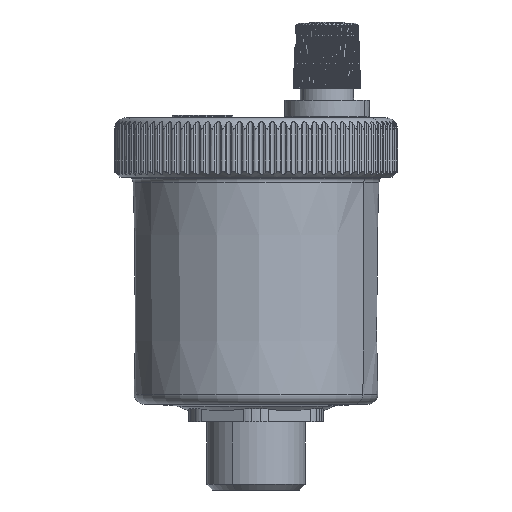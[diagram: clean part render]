
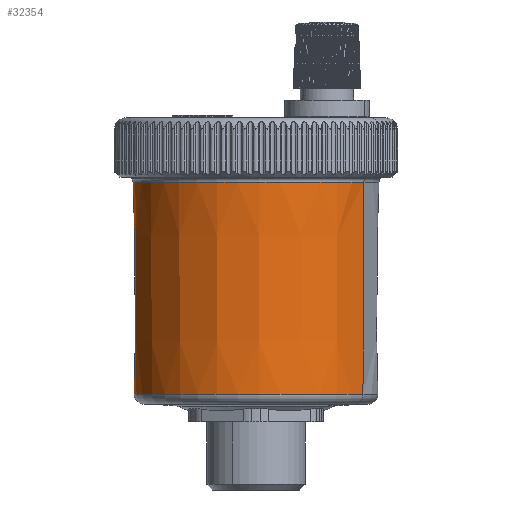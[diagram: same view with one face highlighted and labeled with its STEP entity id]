
A CAD part, left-side view. The second image highlights one B-rep face of the part: STEP entity #32354.
In plain terms, the highlighted conical face has half-angle 0.3 degrees and reference radius 20.589 mm.
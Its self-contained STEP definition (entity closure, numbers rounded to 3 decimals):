
#32259=CARTESIAN_POINT('Vertex',(-9.965,-18.241,37.52)) ;
#32261=CARTESIAN_POINT('Vertex',(9.965,18.241,37.52)) ;
#32286=CARTESIAN_POINT('Axis2P3D Location',(0.,0.,37.52)) ;
#32312=CARTESIAN_POINT('Line Origine',(1260.063,2306.53,498027.022)) ;
#32316=CARTESIAN_POINT('Vertex',(9.875,18.077,1.691)) ;
#32319=CARTESIAN_POINT('Line Origine',(-1260.063,-2306.53,498027.022)) ;
#32323=CARTESIAN_POINT('Vertex',(-9.875,-18.077,1.691)) ;
#32338=CARTESIAN_POINT('Axis2P3D Location',(0.,0.,0.)) ;
#32343=CARTESIAN_POINT('Axis2P3D Location',(0.,0.,1.691)) ;
#32314=VECTOR('Line Direction',#32313,1.) ;
#32321=VECTOR('Line Direction',#32320,1.) ;
#32287=DIRECTION('Axis2P3D Direction',(0.,-0.,-1.)) ;
#32313=DIRECTION('Vector Direction',(0.003,0.005,1.)) ;
#32320=DIRECTION('Vector Direction',(-0.003,-0.005,1.)) ;
#32339=DIRECTION('Axis2P3D Direction',(-0.,-0.,1.)) ;
#32340=DIRECTION('Axis2P3D XDirection',(0.479,0.878,0.)) ;
#32344=DIRECTION('Axis2P3D Direction',(0.,0.,1.)) ;
#32288=AXIS2_PLACEMENT_3D('Circle Axis2P3D',#32286,#32287,$) ;
#32341=AXIS2_PLACEMENT_3D('Cone Axis2P3D',#32338,#32339,#32340) ;
#32345=AXIS2_PLACEMENT_3D('Circle Axis2P3D',#32343,#32344,$) ;
#32315=LINE('Line',#32312,#32314) ;
#32322=LINE('Line',#32319,#32321) ;
#32289=CIRCLE('generated circle',#32288,20.786) ;
#32346=CIRCLE('generated circle',#32345,20.598) ;
#32342=CONICAL_SURFACE('Cone',#32341,20.589,0.005) ;
#32290=EDGE_CURVE('',#32262,#32260,#32289,.F.) ;
#32318=EDGE_CURVE('',#32262,#32317,#32315,.F.) ;
#32325=EDGE_CURVE('',#32260,#32324,#32322,.F.) ;
#32347=EDGE_CURVE('',#32324,#32317,#32346,.F.) ;
#32349=ORIENTED_EDGE('',*,*,#32325,.F.) ;
#32350=ORIENTED_EDGE('',*,*,#32290,.F.) ;
#32351=ORIENTED_EDGE('',*,*,#32318,.T.) ;
#32352=ORIENTED_EDGE('',*,*,#32347,.F.) ;
#32348=EDGE_LOOP('',(#32349,#32350,#32351,#32352)) ;
#32260=VERTEX_POINT('',#32259) ;
#32262=VERTEX_POINT('',#32261) ;
#32317=VERTEX_POINT('',#32316) ;
#32324=VERTEX_POINT('',#32323) ;
#32354=ADVANCED_FACE('PartBody',(#32353),#32342,.T.) ;
#32353=FACE_OUTER_BOUND('',#32348,.T.) ;
